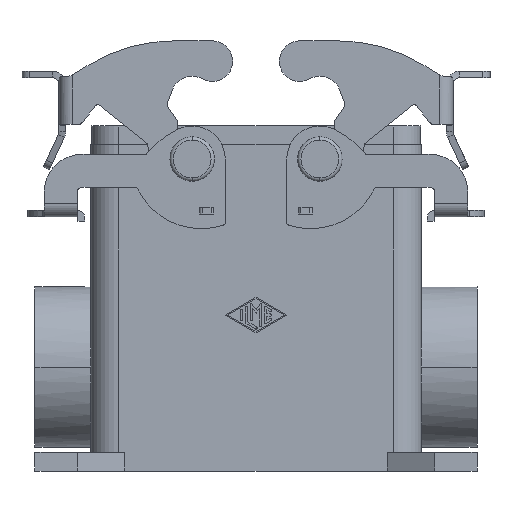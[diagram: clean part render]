
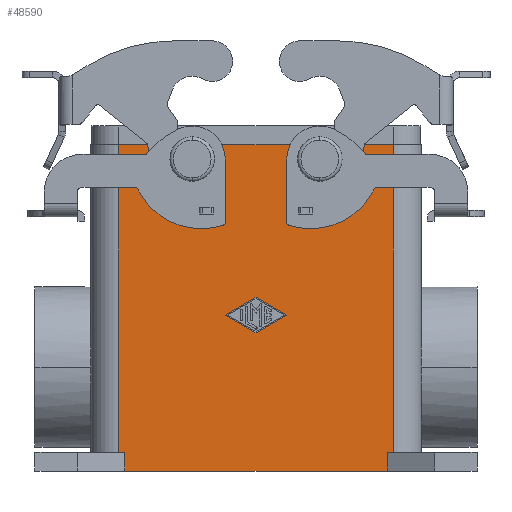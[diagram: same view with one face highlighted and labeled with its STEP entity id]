
A CAD part, front view. The second image highlights one B-rep face of the part: STEP entity #48590.
In plain terms, the highlighted planar face has unit normal (0, -1, 0).
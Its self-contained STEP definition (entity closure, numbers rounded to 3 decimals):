
#13010=CARTESIAN_POINT('',(0.,-22.25,
-1.5));
#13020=VERTEX_POINT('',#13010);
#13200=CARTESIAN_POINT('',(0.,-22.25,1.5)
);
#13210=VERTEX_POINT('',#13200);
#13240=CARTESIAN_POINT('',(0.,-22.25,0.));
#13250=DIRECTION('',(0.,1.,0.));
#13260=DIRECTION('',(0.,0.,1.));
#13270=AXIS2_PLACEMENT_3D('',#13240,#13250,#13260);
#13280=CIRCLE('',#13270,1.5);
#13290=EDGE_CURVE('',#13210,#13020,#13280,.T.);
#18680=CARTESIAN_POINT('',(-27.,-22.25,1.5));
#18690=VERTEX_POINT('',#18680);
#18870=CARTESIAN_POINT('',(-27.,-22.25,-1.5));
#18880=VERTEX_POINT('',#18870);
#18910=CARTESIAN_POINT('',(-27.,-22.25,0.));
#18920=DIRECTION('',(0.,1.,0.));
#18930=DIRECTION('',(0.,0.,1.));
#18940=AXIS2_PLACEMENT_3D('',#18910,#18920,#18930);
#18950=CIRCLE('',#18940,1.5);
#18960=EDGE_CURVE('',#18880,#18690,#18950,.T.);
#38190=CARTESIAN_POINT('',(-13.5,-22.25,-36.749));
#38200=VERTEX_POINT('',#38190);
#38250=CARTESIAN_POINT('',(-13.5,-22.25,-36.749));
#38260=DIRECTION('',(-0.866,0.,0.5));
#38270=VECTOR('',#38260,7.504);
#38280=LINE('',#38250,#38270);
#38290=CARTESIAN_POINT('',(-20.,-22.25,-33.));
#38300=VERTEX_POINT('',#38290);
#38310=EDGE_CURVE('',#38200,#38300,#38280,.T.);
#38660=CARTESIAN_POINT('',(-7.,-22.25,-33.));
#38670=VERTEX_POINT('',#38660);
#38720=CARTESIAN_POINT('',(-7.,-22.25,-33.));
#38730=DIRECTION('',(-0.866,0.,-0.5));
#38740=VECTOR('',#38730,7.504);
#38750=LINE('',#38720,#38740);
#38760=EDGE_CURVE('',#38670,#38200,#38750,.T.);
#39040=CARTESIAN_POINT('',(-13.5,-22.25,-29.251));
#39050=VERTEX_POINT('',#39040);
#39100=CARTESIAN_POINT('',(-13.5,-22.25,-29.251));
#39110=DIRECTION('',(0.866,0.,-0.5));
#39120=VECTOR('',#39110,7.504);
#39130=LINE('',#39100,#39120);
#39140=EDGE_CURVE('',#39050,#38670,#39130,.T.);
#39390=CARTESIAN_POINT('',(-20.,-22.25,-33.));
#39400=DIRECTION('',(0.866,0.,0.5));
#39410=VECTOR('',#39400,7.504);
#39420=LINE('',#39390,#39410);
#39430=EDGE_CURVE('',#38300,#39050,#39420,.T.);
#47720=CARTESIAN_POINT('',(14.25,-22.25,-66.));
#47730=DIRECTION('',(0.,-1.,0.));
#47740=DIRECTION('',(0.,0.,-1.));
#47750=AXIS2_PLACEMENT_3D('',#47720,#47730,#47740);
#47760=PLANE('',#47750);
#47770=CARTESIAN_POINT('',(-41.25,-22.25,-62.));
#47780=DIRECTION('',(-1.,0.,0.));
#47790=VECTOR('',#47780,1.25);
#47800=LINE('',#47770,#47790);
#47810=CARTESIAN_POINT('',(-41.25,-22.25,-62.));
#47820=VERTEX_POINT('',#47810);
#47830=CARTESIAN_POINT('',(-42.5,-22.25,-62.));
#47840=VERTEX_POINT('',#47830);
#47850=EDGE_CURVE('',#47820,#47840,#47800,.T.);
#47860=ORIENTED_EDGE('',*,*,#47850,.F.);
#47870=CARTESIAN_POINT('',(-42.5,-22.25,-62.));
#47880=DIRECTION('',(0.,0.,1.));
#47890=VECTOR('',#47880,65.);
#47900=LINE('',#47870,#47890);
#47910=CARTESIAN_POINT('',(-42.5,-22.25,3.));
#47920=VERTEX_POINT('',#47910);
#47930=EDGE_CURVE('',#47840,#47920,#47900,.T.);
#47940=ORIENTED_EDGE('',*,*,#47930,.F.);
#47950=CARTESIAN_POINT('',(15.5,-22.25,3.));
#47960=DIRECTION('',(-1.,0.,0.));
#47970=VECTOR('',#47960,58.);
#47980=LINE('',#47950,#47970);
#47990=CARTESIAN_POINT('',(15.5,-22.25,3.));
#48000=VERTEX_POINT('',#47990);
#48010=EDGE_CURVE('',#48000,#47920,#47980,.T.);
#48020=ORIENTED_EDGE('',*,*,#48010,.T.);
#48030=CARTESIAN_POINT('',(15.5,-22.25,-62.));
#48040=DIRECTION('',(0.,0.,1.));
#48050=VECTOR('',#48040,65.);
#48060=LINE('',#48030,#48050);
#48070=CARTESIAN_POINT('',(15.5,-22.25,-62.));
#48080=VERTEX_POINT('',#48070);
#48090=EDGE_CURVE('',#48080,#48000,#48060,.T.);
#48100=ORIENTED_EDGE('',*,*,#48090,.T.);
#48110=CARTESIAN_POINT('',(15.5,-22.25,-62.));
#48120=DIRECTION('',(-1.,0.,0.));
#48130=VECTOR('',#48120,1.25);
#48140=LINE('',#48110,#48130);
#48150=CARTESIAN_POINT('',(14.25,-22.25,-62.));
#48160=VERTEX_POINT('',#48150);
#48170=EDGE_CURVE('',#48080,#48160,#48140,.T.);
#48180=ORIENTED_EDGE('',*,*,#48170,.F.);
#48190=CARTESIAN_POINT('',(14.25,-22.25,-66.));
#48200=DIRECTION('',(0.,0.,1.));
#48210=VECTOR('',#48200,4.);
#48220=LINE('',#48190,#48210);
#48230=CARTESIAN_POINT('',(14.25,-22.25,-66.));
#48240=VERTEX_POINT('',#48230);
#48250=EDGE_CURVE('',#48240,#48160,#48220,.T.);
#48260=ORIENTED_EDGE('',*,*,#48250,.T.);
#48270=CARTESIAN_POINT('',(14.25,-22.25,-66.));
#48280=DIRECTION('',(-1.,0.,0.));
#48290=VECTOR('',#48280,55.5);
#48300=LINE('',#48270,#48290);
#48310=CARTESIAN_POINT('',(-41.25,-22.25,-66.));
#48320=VERTEX_POINT('',#48310);
#48330=EDGE_CURVE('',#48240,#48320,#48300,.T.);
#48340=ORIENTED_EDGE('',*,*,#48330,.F.);
#48350=CARTESIAN_POINT('',(-41.25,-22.25,-66.));
#48360=DIRECTION('',(0.,0.,1.));
#48370=VECTOR('',#48360,4.);
#48380=LINE('',#48350,#48370);
#48390=EDGE_CURVE('',#48320,#47820,#48380,.T.);
#48400=ORIENTED_EDGE('',*,*,#48390,.F.);
#48410=EDGE_LOOP('',(#48400,#48340,#48260,#48180,#48100,#48020,#47940,
#47860));
#48420=FACE_OUTER_BOUND('',#48410,.T.);
#48430=EDGE_CURVE('',#13020,#13210,#13280,.T.);
#48440=ORIENTED_EDGE('',*,*,#48430,.T.);
#48450=ORIENTED_EDGE('',*,*,#13290,.T.);
#48460=EDGE_LOOP('',(#48450,#48440));
#48470=FACE_BOUND('',#48460,.T.);
#48480=EDGE_CURVE('',#18690,#18880,#18950,.T.);
#48490=ORIENTED_EDGE('',*,*,#48480,.T.);
#48500=ORIENTED_EDGE('',*,*,#18960,.T.);
#48510=EDGE_LOOP('',(#48500,#48490));
#48520=FACE_BOUND('',#48510,.T.);
#48530=ORIENTED_EDGE('',*,*,#38760,.T.);
#48540=ORIENTED_EDGE('',*,*,#39140,.T.);
#48550=ORIENTED_EDGE('',*,*,#39430,.T.);
#48560=ORIENTED_EDGE('',*,*,#38310,.T.);
#48570=EDGE_LOOP('',(#48560,#48550,#48540,#48530));
#48580=FACE_BOUND('',#48570,.T.);
#48590=ADVANCED_FACE('',(#48420,#48470,#48520,#48580),#47760,.T.);
